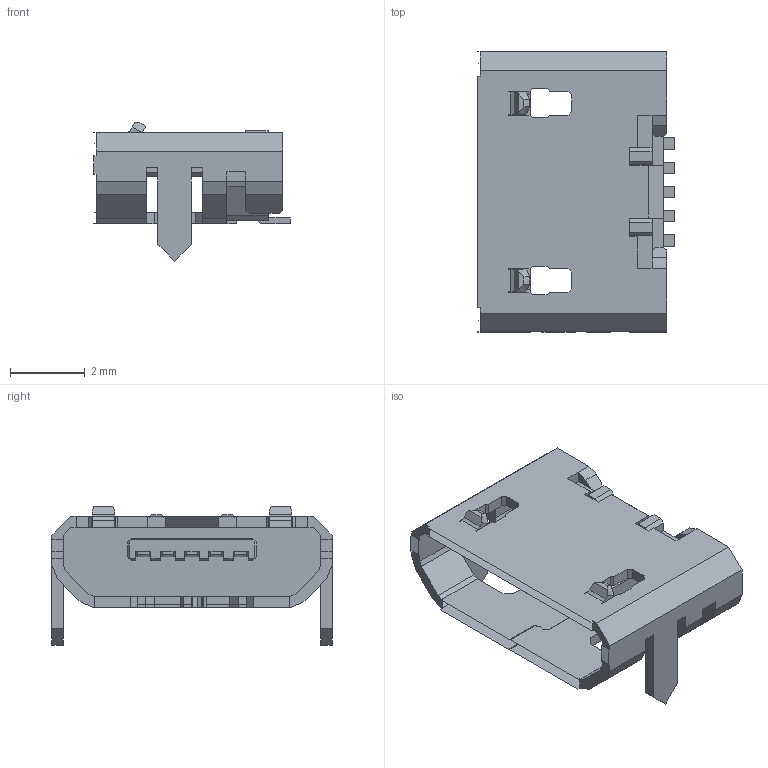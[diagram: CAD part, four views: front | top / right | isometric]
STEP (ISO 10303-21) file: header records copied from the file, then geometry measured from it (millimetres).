
FILE_DESCRIPTION(/* description */ (''),/* implementation_level */ '2;1');
FILE_NAME(/* name */ '1',/* time_stamp */ '2020-10-31T13:09:14+02:00',/* author */ (''),/* organization */ (''),/* preprocessor_version */ 'ST-DEVELOPER v16.5',/* originating_system */ '',/* authorisation */ '');
FILE_SCHEMA (('AUTOMOTIVE_DESIGN'));
Length unit declared in the file: millimetre
Products named in the file (7): Document; Block 07; Block 06; Block 05; Block 04; Block 03; Block 02
Assembly tree (6 placements, depth 2):
  Document
    Block 07
    Block 06
    Block 05
    Block 04
    Block 03
    Block 02
Bounding box: 5.27 x 7.5 x 3.71 mm (x, y, z)
Surface area: 282.2 mm2 (no closed solid volume)
Topology: 0 solids, 447 shells, 447 faces, 5367 edges, 3976 vertices
Faces by surface type: plane 287, bspline 160
Entity records: 42510 total; most frequent: CARTESIAN_POINT 16305, PRESENTATION_LAYER_ASSIGNMENT 3158, ORIENTED_EDGE 2656, EDGE_CURVE 2656, VERTEX_POINT 2656, DIRECTION 2380, VECTOR 2051, LINE 2051
